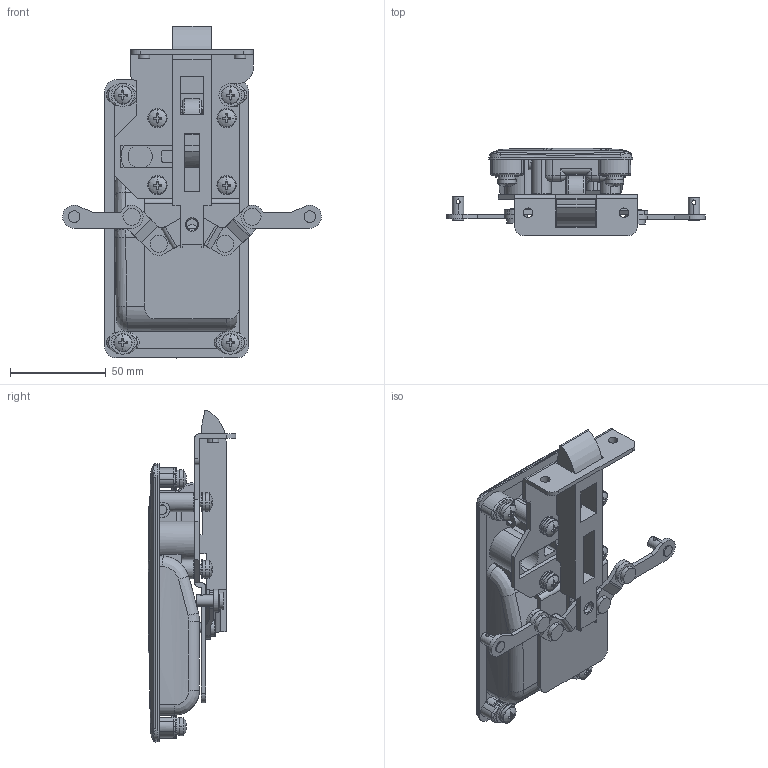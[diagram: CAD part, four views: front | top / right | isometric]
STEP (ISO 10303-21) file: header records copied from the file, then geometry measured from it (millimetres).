
FILE_DESCRIPTION (( 'STEP AP203' ), '1' );
FILE_NAME ('sone3D.STEP', '2013-12-13T08:39:44', ( '' ), ( '' ), 'SwSTEP 2.0', 'SolidWorks 2012', '' );
FILE_SCHEMA (( 'CONFIG_CONTROL_DESIGN' ));
Length unit declared in the file: millimetre
Products named in the file (20): A-154-N-A儕儞僋僾儗乕僩C_; A-154-N-A僔儍僼僩_; A-151R-A-1-1_儕儞僋僾儗乕僩A; A-151R-A-1-1_儕儞僋僾儗乕僩B; 0200_公開用_0200-4; オワンワッシャーL_公開用; 廫帤寠晅側傋彫偹偠M5乮暯W丒SW晅乯僆儚儞儚僢僔儍乕懁_M5亊10; 暯儚僢僔儍乕M5暲娵_M5-冇12亊冇5.3亊t0.8; 十字穴付なべ小ねじM5（平W・SW付）_M5×10; 暯儚僢僔儍乕M5暲娵_M5-冇10-冇5.3亊t0.8; スプリングワッシャーM5_JIS B 1251 No.2 5; 廫帤寠晅側傋偹偠M5_M5 x 10; A-154-N-Aラッチ_; A-154ハンドルシャフト; A-154-N-A僾儗乕僩_; A-154パッキン; A-154Nハンドル; A-154N本体; sone3D; A-154リンクピン_
Assembly tree (35 placements, depth 3):
  sone3D
    A-154N本体
    A-154Nハンドル
    A-154パッキン
    A-154-N-A僾儗乕僩_
    A-154ハンドルシャフト
    A-154-N-Aラッチ_
    十字穴付なべ小ねじM5（平W・SW付）_M5×10  x4
      廫帤寠晅側傋偹偠M5_M5 x 10
      スプリングワッシャーM5_JIS B 1251 No.2 5
      暯儚僢僔儍乕M5暲娵_M5-冇10-冇5.3亊t0.8
    廫帤寠晅側傋彫偹偠M5乮暯W丒SW晅乯僆儚儞儚僢僔儍乕懁_M5亊10  x4
      廫帤寠晅側傋偹偠M5_M5 x 10
      スプリングワッシャーM5_JIS B 1251 No.2 5
      暯儚僢僔儍乕M5暲娵_M5-冇12亊冇5.3亊t0.8
    オワンワッシャーL_公開用  x4
    0200_公開用_0200-4
    A-151R-A-1-1_儕儞僋僾儗乕僩B
    A-151R-A-1-1_儕儞僋僾儗乕僩A
    A-154-N-A儕儞僋僾儗乕僩C_  x2
    A-154-N-A僔儍僼僩_  x4
    A-154リンクピン_  x2
Bounding box: 134.89 x 45.71 x 172.97 mm (x, y, z)
Volume: 130157.5 mm3; surface area: 95134.6 mm2
Topology: 45 solids, 45 shells, 1184 faces, 2920 edges, 1843 vertices
Faces by surface type: cylinder 483, plane 449, bspline 111, torus 103, sphere 33, cone 5
Entity records: 32467 total; most frequent: CARTESIAN_POINT 10739, ORIENTED_EDGE 4100, DIRECTION 3967, EDGE_CURVE 2050, AXIS2_PLACEMENT_3D 1527, VERTEX_POINT 1282, LINE 913, VECTOR 913
